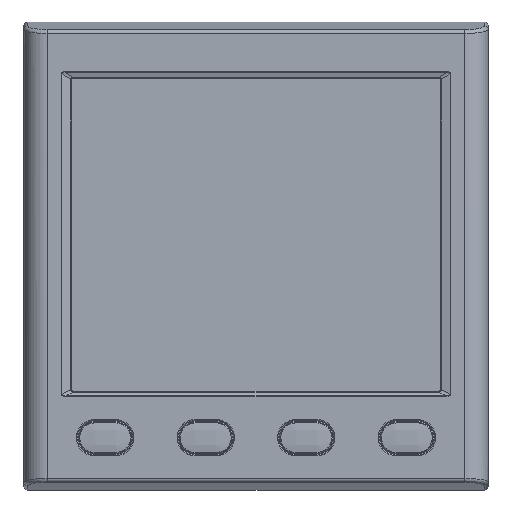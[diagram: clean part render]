
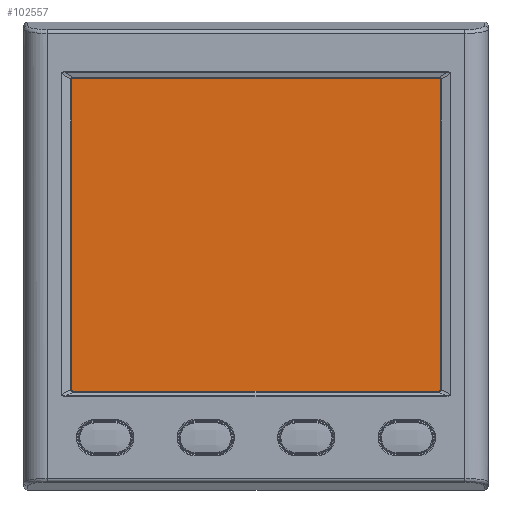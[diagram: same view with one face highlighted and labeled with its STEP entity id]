
A CAD part, top view. The second image highlights one B-rep face of the part: STEP entity #102557.
In plain terms, the highlighted planar face has unit normal (0, 0, 1).
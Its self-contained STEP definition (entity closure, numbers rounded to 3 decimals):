
#24934 = EDGE_CURVE ( 'NONE', #69177, #69176, #45868, .T. ) ;
#24937 = EDGE_CURVE ( 'NONE', #69176, #69178, #45872, .T. ) ;
#24939 = EDGE_CURVE ( 'NONE', #69178, #69181, #45877, .T. ) ;
#24941 = EDGE_CURVE ( 'NONE', #69181, #69184, #45879, .T. ) ;
#24943 = EDGE_CURVE ( 'NONE', #69184, #69183, #45884, .T. ) ;
#24945 = EDGE_CURVE ( 'NONE', #69183, #69186, #45886, .T. ) ;
#24947 = EDGE_CURVE ( 'NONE', #69186, #69185, #45891, .T. ) ;
#24948 = EDGE_CURVE ( 'NONE', #69185, #69177, #45890, .T. ) ;
#25172 = EDGE_LOOP ( 'NONE', ( #29877, #29878, #29880, #29882, #29885, #29887, #29889, #29891 ) ) ;
#29877 = ORIENTED_EDGE ( 'NONE', *, *, #24934, .T. ) ;
#29878 = ORIENTED_EDGE ( 'NONE', *, *, #24937, .T. ) ;
#29880 = ORIENTED_EDGE ( 'NONE', *, *, #24939, .T. ) ;
#29882 = ORIENTED_EDGE ( 'NONE', *, *, #24941, .T. ) ;
#29885 = ORIENTED_EDGE ( 'NONE', *, *, #24943, .T. ) ;
#29887 = ORIENTED_EDGE ( 'NONE', *, *, #24945, .T. ) ;
#29889 = ORIENTED_EDGE ( 'NONE', *, *, #24947, .T. ) ;
#29891 = ORIENTED_EDGE ( 'NONE', *, *, #24948, .T. ) ;
#37324 = AXIS2_PLACEMENT_3D ( 'NONE', #47554, #47555, #47549 ) ;
#37326 = AXIS2_PLACEMENT_3D ( 'NONE', #47535, #47528, #47530 ) ;
#37328 = AXIS2_PLACEMENT_3D ( 'NONE', #47598, #47600, #47602 ) ;
#37330 = AXIS2_PLACEMENT_3D ( 'NONE', #47502, #47498, #47495 ) ;
#41364 = AXIS2_PLACEMENT_3D ( 'NONE', #52046, #52047, #52048 ) ;
#45637 = FACE_OUTER_BOUND ( 'NONE', #25172, .T. ) ;
#45868 = CIRCLE ( 'NONE', #37324, 0.5 ) ;
#45872 = LINE ( 'NONE', #47543, #45873 ) ;
#45873 = VECTOR ( 'NONE', #47537, 1000. ) ;
#45877 = CIRCLE ( 'NONE', #37326, 0.5 ) ;
#45879 = LINE ( 'NONE', #47520, #45880 ) ;
#45880 = VECTOR ( 'NONE', #47522, 1000. ) ;
#45884 = CIRCLE ( 'NONE', #37328, 0.5 ) ;
#45886 = LINE ( 'NONE', #47608, #45887 ) ;
#45887 = VECTOR ( 'NONE', #47610, 1000. ) ;
#45890 = LINE ( 'NONE', #47514, #45892 ) ;
#45891 = CIRCLE ( 'NONE', #37330, 0.5 ) ;
#45892 = VECTOR ( 'NONE', #47512, 1000. ) ;
#47495 = DIRECTION ( 'NONE',  ( 1., 0., 0. ) ) ;
#47498 = DIRECTION ( 'NONE',  ( 0., 0., 1. ) ) ;
#47502 = CARTESIAN_POINT ( 'NONE',  ( -47.25, -34.5, 9.5 ) ) ;
#47512 = DIRECTION ( 'NONE',  ( 1., 0., 0. ) ) ;
#47514 = CARTESIAN_POINT ( 'NONE',  ( -47.25, -35., 9.5 ) ) ;
#47520 = CARTESIAN_POINT ( 'NONE',  ( 47.25, 46., 9.5 ) ) ;
#47522 = DIRECTION ( 'NONE',  ( -1., 0., 0. ) ) ;
#47528 = DIRECTION ( 'NONE',  ( 0., 0., 1. ) ) ;
#47530 = DIRECTION ( 'NONE',  ( 1., 0., 0. ) ) ;
#47535 = CARTESIAN_POINT ( 'NONE',  ( 47.25, 45.5, 9.5 ) ) ;
#47537 = DIRECTION ( 'NONE',  ( 0., 1., 0. ) ) ;
#47543 = CARTESIAN_POINT ( 'NONE',  ( 47.75, -34.5, 9.5 ) ) ;
#47549 = DIRECTION ( 'NONE',  ( 1., 0., 0. ) ) ;
#47554 = CARTESIAN_POINT ( 'NONE',  ( 47.25, -34.5, 9.5 ) ) ;
#47555 = DIRECTION ( 'NONE',  ( 0., 0., 1. ) ) ;
#47598 = CARTESIAN_POINT ( 'NONE',  ( -47.25, 45.5, 9.5 ) ) ;
#47600 = DIRECTION ( 'NONE',  ( 0., 0., 1. ) ) ;
#47602 = DIRECTION ( 'NONE',  ( 1., 0., 0. ) ) ;
#47608 = CARTESIAN_POINT ( 'NONE',  ( -47.75, 45.5, 9.5 ) ) ;
#47610 = DIRECTION ( 'NONE',  ( 0., -1., 0. ) ) ;
#52045 = PLANE ( 'NONE',  #41364 ) ;
#52046 = CARTESIAN_POINT ( 'NONE',  ( 47.25, -34.5, 9.5 ) ) ;
#52047 = DIRECTION ( 'NONE',  ( 0., 0., 1. ) ) ;
#52048 = DIRECTION ( 'NONE',  ( 1., 0., 0. ) ) ;
#69176 = VERTEX_POINT ( 'NONE', #91136 ) ;
#69177 = VERTEX_POINT ( 'NONE', #91137 ) ;
#69178 = VERTEX_POINT ( 'NONE', #91138 ) ;
#69181 = VERTEX_POINT ( 'NONE', #91141 ) ;
#69183 = VERTEX_POINT ( 'NONE', #91143 ) ;
#69184 = VERTEX_POINT ( 'NONE', #91144 ) ;
#69185 = VERTEX_POINT ( 'NONE', #91145 ) ;
#69186 = VERTEX_POINT ( 'NONE', #91146 ) ;
#91136 = CARTESIAN_POINT ( 'NONE',  ( 47.75, -34.5, 9.5 ) ) ;
#91137 = CARTESIAN_POINT ( 'NONE',  ( 47.25, -35., 9.5 ) ) ;
#91138 = CARTESIAN_POINT ( 'NONE',  ( 47.75, 45.5, 9.5 ) ) ;
#91141 = CARTESIAN_POINT ( 'NONE',  ( 47.25, 46., 9.5 ) ) ;
#91143 = CARTESIAN_POINT ( 'NONE',  ( -47.75, 45.5, 9.5 ) ) ;
#91144 = CARTESIAN_POINT ( 'NONE',  ( -47.25, 46., 9.5 ) ) ;
#91145 = CARTESIAN_POINT ( 'NONE',  ( -47.25, -35., 9.5 ) ) ;
#91146 = CARTESIAN_POINT ( 'NONE',  ( -47.75, -34.5, 9.5 ) ) ;
#102557 = ADVANCED_FACE ( 'NONE', ( #45637 ), #52045, .T. ) ;
